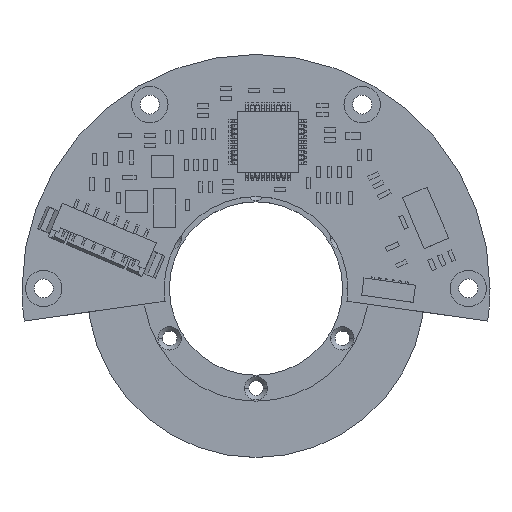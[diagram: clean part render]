
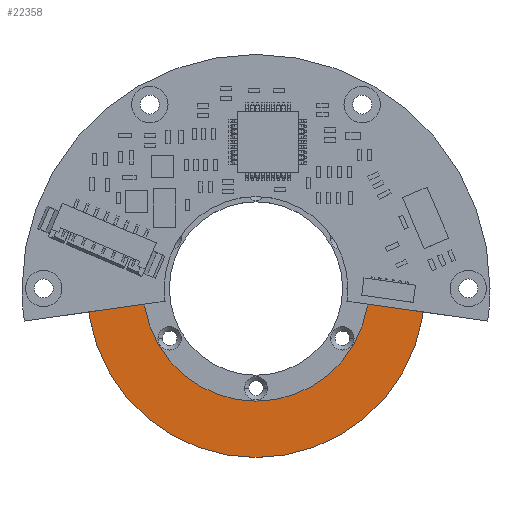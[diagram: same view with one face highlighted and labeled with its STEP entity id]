
A CAD part, top view. The second image highlights one B-rep face of the part: STEP entity #22358.
In plain terms, the highlighted face is planar.
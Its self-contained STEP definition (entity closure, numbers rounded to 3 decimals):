
#1038 = DIRECTION ( 'NONE',  ( -1., 0., 0. ) ) ;
#1676 = AXIS2_PLACEMENT_3D ( 'NONE', #35987, #7389, #59891 ) ;
#3071 = CARTESIAN_POINT ( 'NONE',  ( 0., 0., 0. ) ) ;
#5907 = CARTESIAN_POINT ( 'NONE',  ( -19.5, 0., 0. ) ) ;
#7389 = DIRECTION ( 'NONE',  ( 0., 0., 1. ) ) ;
#10844 = EDGE_CURVE ( 'NONE', #49001, #60739, #54638, .T. ) ;
#11108 = DIRECTION ( 'NONE',  ( 0., 0., 1. ) ) ;
#11316 = DIRECTION ( 'NONE',  ( 1., 0., 0. ) ) ;
#12868 = DIRECTION ( 'NONE',  ( 1., 0., 0. ) ) ;
#13301 = DIRECTION ( 'NONE',  ( -1., 0., 0. ) ) ;
#13861 = VERTEX_POINT ( 'NONE', #50390 ) ;
#16245 = ORIENTED_EDGE ( 'NONE', *, *, #29224, .F. ) ;
#16301 = CARTESIAN_POINT ( 'NONE',  ( 13., 0., 0. ) ) ;
#22358 = ADVANCED_FACE ( 'NONE', ( #37952, #31961 ), #44990, .F. ) ;
#22726 = DIRECTION ( 'NONE',  ( 0., 0., -1. ) ) ;
#25363 = CARTESIAN_POINT ( 'NONE',  ( 0., 0., 0. ) ) ;
#25738 = VERTEX_POINT ( 'NONE', #16301 ) ;
#27910 = EDGE_CURVE ( 'NONE', #25738, #13861, #60684, .T. ) ;
#27941 = CARTESIAN_POINT ( 'NONE',  ( 0., 0., 0. ) ) ;
#28081 = ORIENTED_EDGE ( 'NONE', *, *, #28261, .F. ) ;
#28261 = EDGE_CURVE ( 'NONE', #13861, #25738, #38002, .T. ) ;
#28457 = AXIS2_PLACEMENT_3D ( 'NONE', #25363, #11108, #11316 ) ;
#28904 = CIRCLE ( 'NONE', #41084, 19.5 ) ;
#29047 = DIRECTION ( 'NONE',  ( 0., 0., -1. ) ) ;
#29051 = AXIS2_PLACEMENT_3D ( 'NONE', #27941, #22726, #13301 ) ;
#29224 = EDGE_CURVE ( 'NONE', #60739, #49001, #28904, .T. ) ;
#31961 = FACE_OUTER_BOUND ( 'NONE', #49504, .T. ) ;
#35196 = ORIENTED_EDGE ( 'NONE', *, *, #10844, .F. ) ;
#35987 = CARTESIAN_POINT ( 'NONE',  ( 0., 0., 0. ) ) ;
#37952 = FACE_BOUND ( 'NONE', #38512, .T. ) ;
#38002 = CIRCLE ( 'NONE', #29051, 13. ) ;
#38512 = EDGE_LOOP ( 'NONE', ( #28081, #42928 ) ) ;
#41084 = AXIS2_PLACEMENT_3D ( 'NONE', #3071, #46291, #12868 ) ;
#42928 = ORIENTED_EDGE ( 'NONE', *, *, #27910, .F. ) ;
#44990 = PLANE ( 'NONE',  #1676 ) ;
#46291 = DIRECTION ( 'NONE',  ( 0., 0., 1. ) ) ;
#49001 = VERTEX_POINT ( 'NONE', #53734 ) ;
#49504 = EDGE_LOOP ( 'NONE', ( #16245, #35196 ) ) ;
#50390 = CARTESIAN_POINT ( 'NONE',  ( -13., 0., 0. ) ) ;
#52897 = CARTESIAN_POINT ( 'NONE',  ( 0., 0., 0. ) ) ;
#53734 = CARTESIAN_POINT ( 'NONE',  ( 19.5, 0., 0. ) ) ;
#54638 = CIRCLE ( 'NONE', #28457, 19.5 ) ;
#59891 = DIRECTION ( 'NONE',  ( 1., 0., 0. ) ) ;
#60684 = CIRCLE ( 'NONE', #60703, 13. ) ;
#60703 = AXIS2_PLACEMENT_3D ( 'NONE', #52897, #29047, #1038 ) ;
#60739 = VERTEX_POINT ( 'NONE', #5907 ) ;
